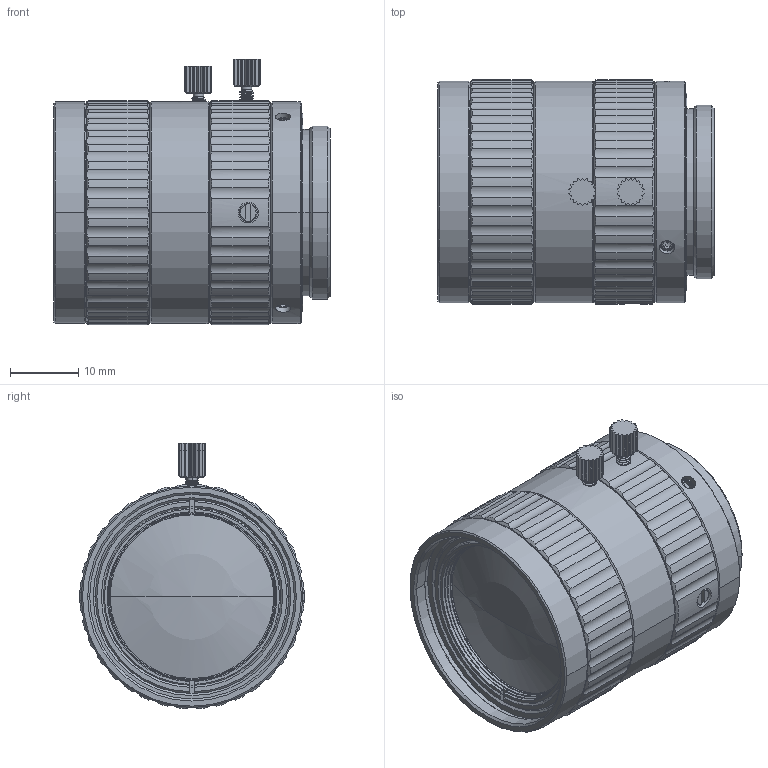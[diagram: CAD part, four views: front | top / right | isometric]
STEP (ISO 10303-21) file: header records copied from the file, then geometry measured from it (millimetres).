
FILE_DESCRIPTION(('FreeCAD Model'),'2;1');
FILE_NAME('Open CASCADE Shape Model','2025-01-22T11:05:23',('Author'),( ''),'Open CASCADE STEP processor 7.8','FreeCAD','Unknown');
FILE_SCHEMA(('AUTOMOTIVE_DESIGN { 1 0 10303 214 1 1 1 1 }'));
Length unit declared in the file: millimetre
Products named in the file (15): VA-LCM-5MP-12MM-F1.4-015; MSBR-14; MSBR-13; MSBR-12; MSBR-11; MSBR-10; MSBR-9; MSBR-8; MSBR-7; MSBR-6; MSBR-5; MSBR-4; MSBR-3; MSBR-2; MSBR-1
Assembly tree (14 placements, depth 2):
  VA-LCM-5MP-12MM-F1.4-015
    MSBR-14
    MSBR-13
    MSBR-12
    MSBR-11
    MSBR-10
    MSBR-9
    MSBR-8
    MSBR-7
    MSBR-6
    MSBR-5
    MSBR-4
    MSBR-3
    MSBR-2
    MSBR-1
Bounding box: 40.5 x 32.9 x 38.93 mm (x, y, z)
Volume: 15280.8 mm3; surface area: 22761.2 mm2
Topology: 14 solids, 14 shells, 911 faces, 2552 edges, 1696 vertices
Faces by surface type: cylinder 415, cone 240, plane 201, bspline 51, sphere 2, torus 2
Entity records: 41883 total; most frequent: CARTESIAN_POINT 18110, ORIENTED_EDGE 5098, DIRECTION 4832, EDGE_CURVE 2549, AXIS2_PLACEMENT_3D 1964, VERTEX_POINT 1695, CIRCLE 1089, FACE_BOUND 991
